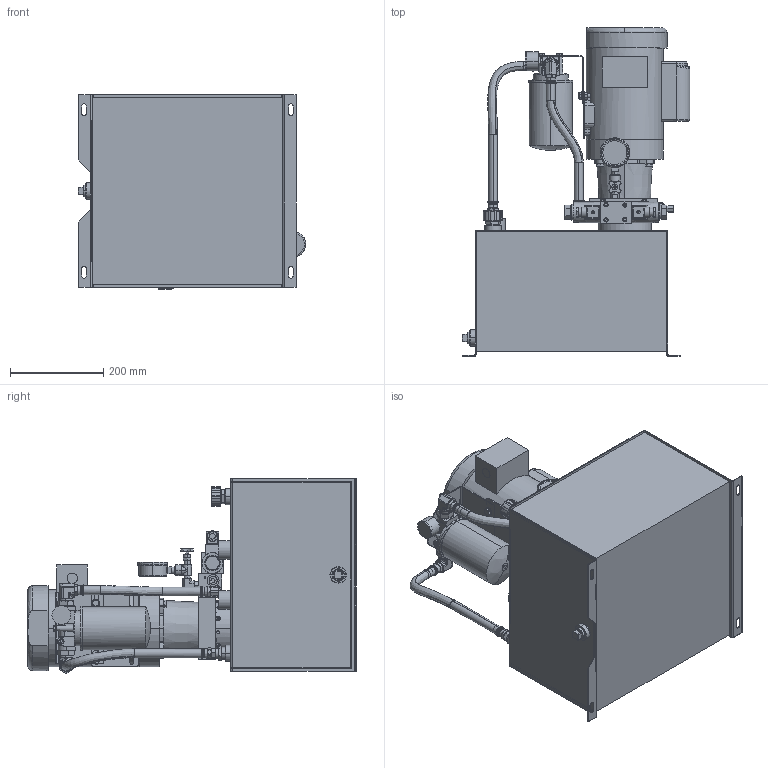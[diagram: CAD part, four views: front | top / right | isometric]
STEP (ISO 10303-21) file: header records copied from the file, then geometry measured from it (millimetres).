
FILE_DESCRIPTION (( 'STEP AP203' ), '1' );
FILE_NAME ('51045050008.step', '2024-03-06T20:02:52', ( '' ), ( '' ), 'SwSTEP 2.0', 'SolidWorks 2023', '' );
FILE_SCHEMA (( 'CONFIG_CONTROL_DESIGN' ));
Products named in the file (1): 51045050008
Bounding box: 488.37 x 705.05 x 417.11 mm (x, y, z)
Volume: 12891078.9 mm3; surface area: 2467977.3 mm2
Topology: 57 solids, 64 shells, 3855 faces, 9732 edges, 6211 vertices
Faces by surface type: plane 1675, cylinder 1085, cone 585, bspline 504, torus 6
Entity records: 169884 total; most frequent: CARTESIAN_POINT 80062, ORIENTED_EDGE 19220, DIRECTION 17540, EDGE_CURVE 9610, AXIS2_PLACEMENT_3D 6279, VERTEX_POINT 6211, LINE 4982, VECTOR 4982
